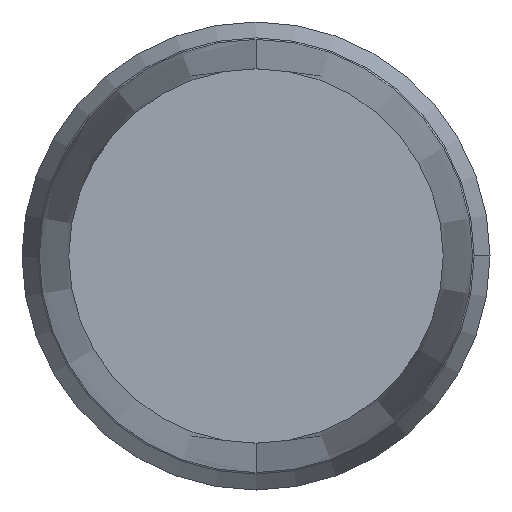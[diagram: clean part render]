
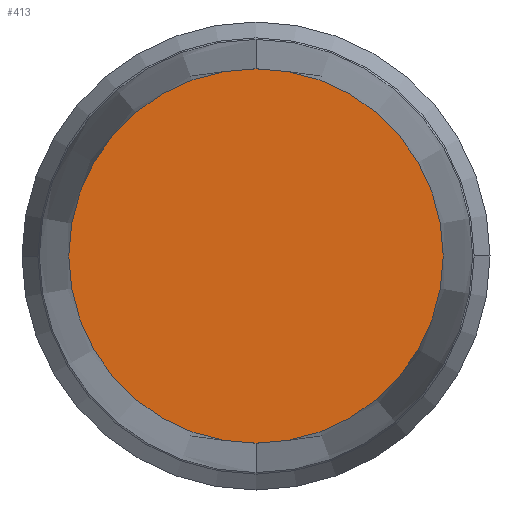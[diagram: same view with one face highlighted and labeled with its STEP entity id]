
A CAD part, front view. The second image highlights one B-rep face of the part: STEP entity #413.
In plain terms, the highlighted planar face has unit normal (0, -1, 0).
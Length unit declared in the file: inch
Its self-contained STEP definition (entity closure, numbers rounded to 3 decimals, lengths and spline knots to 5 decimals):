
#22 = DIRECTION ( 'NONE',  ( 0., -1., 0. ) ) ;
#26 = CARTESIAN_POINT ( 'NONE',  ( 0., 0., 0.125 ) ) ;
#47 = VERTEX_POINT ( 'NONE', #209 ) ;
#58 = ORIENTED_EDGE ( 'NONE', *, *, #194, .T. ) ;
#67 = DIRECTION ( 'NONE',  ( 0., -1., 0. ) ) ;
#70 = FACE_OUTER_BOUND ( 'NONE', #446, .T. ) ;
#75 = DIRECTION ( 'NONE',  ( 0., 0., -1. ) ) ;
#116 = AXIS2_PLACEMENT_3D ( 'NONE', #311, #22, #267 ) ;
#124 = CIRCLE ( 'NONE', #275, 0.125 ) ;
#175 = PLANE ( 'NONE',  #116 ) ;
#193 = ORIENTED_EDGE ( 'NONE', *, *, #362, .T. ) ;
#194 = EDGE_CURVE ( 'NONE', #47, #412, #124, .T. ) ;
#209 = CARTESIAN_POINT ( 'NONE',  ( 0., 0., -0.125 ) ) ;
#242 = CIRCLE ( 'NONE', #372, 0.125 ) ;
#267 = DIRECTION ( 'NONE',  ( 0., 0., -1. ) ) ;
#269 = CARTESIAN_POINT ( 'NONE',  ( 0., 0., 0. ) ) ;
#275 = AXIS2_PLACEMENT_3D ( 'NONE', #354, #428, #75 ) ;
#311 = CARTESIAN_POINT ( 'NONE',  ( 0., 0., 0. ) ) ;
#344 = DIRECTION ( 'NONE',  ( 0., 0., -1. ) ) ;
#354 = CARTESIAN_POINT ( 'NONE',  ( 0., 0., 0. ) ) ;
#362 = EDGE_CURVE ( 'NONE', #412, #47, #242, .T. ) ;
#372 = AXIS2_PLACEMENT_3D ( 'NONE', #269, #67, #344 ) ;
#412 = VERTEX_POINT ( 'NONE', #26 ) ;
#413 = ADVANCED_FACE ( 'NONE', ( #70 ), #175, .T. ) ;
#428 = DIRECTION ( 'NONE',  ( 0., -1., 0. ) ) ;
#446 = EDGE_LOOP ( 'NONE', ( #193, #58 ) ) ;
